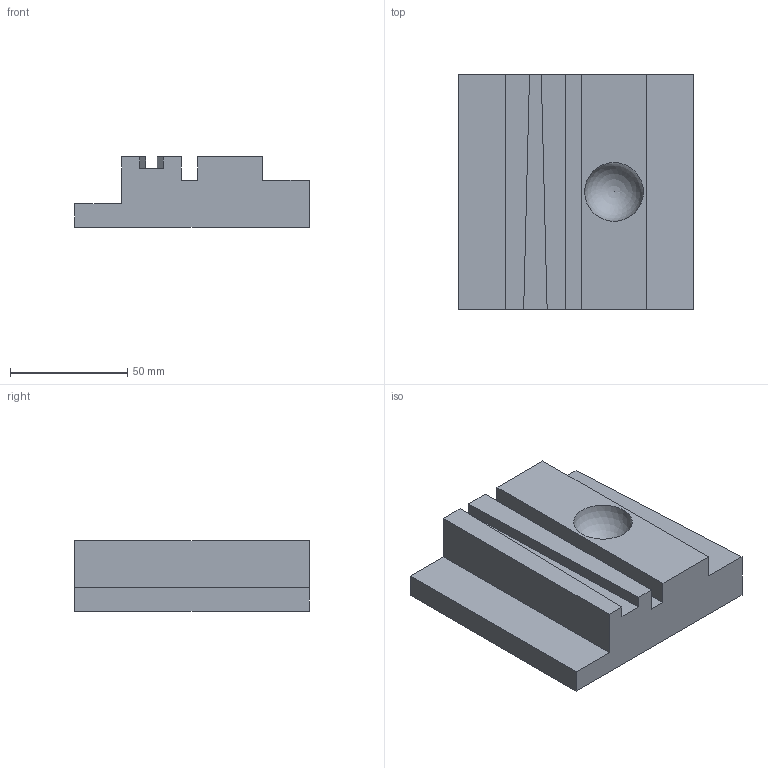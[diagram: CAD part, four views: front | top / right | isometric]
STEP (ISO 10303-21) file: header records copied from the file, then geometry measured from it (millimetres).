
FILE_DESCRIPTION(/* description */ (''),/* implementation_level */ '2;1');
FILE_NAME(/* name */ 'uFab_MT_three_slots_extended.stp',/* time_stamp */ '2018-12-03T12:38:29+01:00',/* author */ (''),/* organization */ (''),/* preprocessor_version */ 'ST-DEVELOPER v16.7',/* originating_system */ 'SIEMENS PLM Software NX 12.0',/* authorisation */ '');
FILE_SCHEMA (('AUTOMOTIVE_DESIGN { 1 0 10303 214 3 1 1 1 }'));
Length unit declared in the file: millimetre
Products named in the file (1): uFab_MT_three_slots
Bounding box: 100 x 100 x 30 mm (x, y, z)
Volume: 220159.4 mm3; surface area: 33978.7 mm2
Topology: 1 solids, 1 shells, 19 faces, 51 edges, 34 vertices
Faces by surface type: plane 18, sphere 1
Entity records: 596 total; most frequent: CARTESIAN_POINT 102, ORIENTED_EDGE 98, DIRECTION 90, EDGE_CURVE 49, LINE 48, VECTOR 48, VERTEX_POINT 33, AXIS2_PLACEMENT_3D 21
